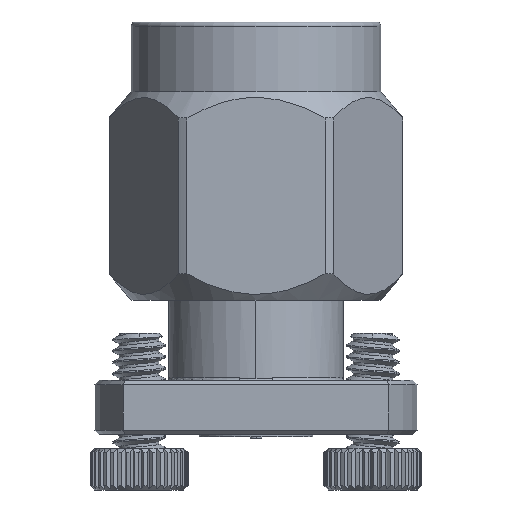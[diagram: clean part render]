
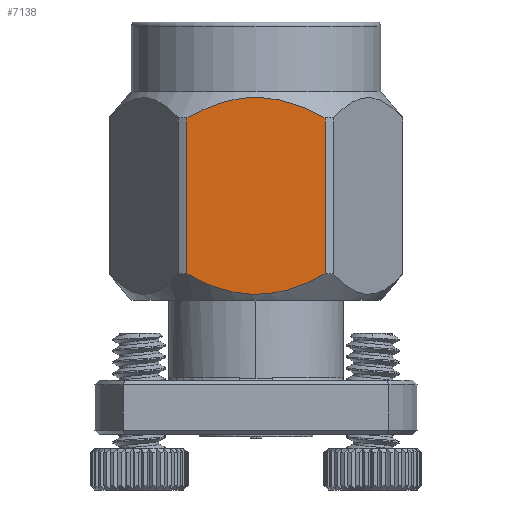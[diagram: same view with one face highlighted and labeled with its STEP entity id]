
A CAD part, left-side view. The second image highlights one B-rep face of the part: STEP entity #7138.
In plain terms, the highlighted planar face has unit normal (-1, 0, 0).
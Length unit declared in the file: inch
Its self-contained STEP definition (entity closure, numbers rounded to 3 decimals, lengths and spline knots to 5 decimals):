
#115 = DIRECTION ( 'NONE',  ( 0., 0., -1. ) ) ;
#477 = ORIENTED_EDGE ( 'NONE', *, *, #9386, .T. ) ;
#1016 = CARTESIAN_POINT ( 'NONE',  ( -0.15625, 0.08316, 0.38133 ) ) ;
#1326 = CARTESIAN_POINT ( 'NONE',  ( -0.15625, -0.05724, 0.39461 ) ) ;
#1351 = VERTEX_POINT ( 'NONE', #20764 ) ;
#1396 = ORIENTED_EDGE ( 'NONE', *, *, #19217, .T. ) ;
#2315 = CARTESIAN_POINT ( 'NONE',  ( -0.15625, -0.05724, 0.18008 ) ) ;
#2398 = CARTESIAN_POINT ( 'NONE',  ( -0.15625, 0.03609, 0.17337 ) ) ;
#2950 = DIRECTION ( 'NONE',  ( 0., -1., 0. ) ) ;
#3163 = ORIENTED_EDGE ( 'NONE', *, *, #23022, .T. ) ;
#3198 = EDGE_LOOP ( 'NONE', ( #477, #12197, #1396, #3163 ) ) ;
#4166 = CARTESIAN_POINT ( 'NONE',  ( -0.15625, 0.029, 0.17162 ) ) ;
#4430 = CARTESIAN_POINT ( 'NONE',  ( -0.15625, 0.07045, 0.18625 ) ) ;
#5078 = CARTESIAN_POINT ( 'NONE',  ( -0.15625, 0.07045, 0.38844 ) ) ;
#5153 = DIRECTION ( 'NONE',  ( -1., 0., 0. ) ) ;
#5159 = CARTESIAN_POINT ( 'NONE',  ( -0.15625, -0.08316, 0.38133 ) ) ;
#6680 = VECTOR ( 'NONE', #9376, 39.37008 ) ;
#6938 = VERTEX_POINT ( 'NONE', #1016 ) ;
#7138 = ADVANCED_FACE ( 'NONE', ( #11281 ), #8313, .T. ) ;
#7657 = CARTESIAN_POINT ( 'NONE',  ( -0.15625, -0.08316, 0.497 ) ) ;
#8038 = CARTESIAN_POINT ( 'NONE',  ( -0.15625, 0.08316, 0.497 ) ) ;
#8095 = CARTESIAN_POINT ( 'NONE',  ( -0.15625, 0.00709, 0.16862 ) ) ;
#8192 = CARTESIAN_POINT ( 'NONE',  ( -0.15625, -0.08316, 0.19336 ) ) ;
#8313 = PLANE ( 'NONE',  #14996 ) ;
#9144 = CARTESIAN_POINT ( 'NONE',  ( -0.15625, -0.01477, 0.40603 ) ) ;
#9376 = DIRECTION ( 'NONE',  ( 0., 0., 1. ) ) ;
#9386 = EDGE_CURVE ( 'NONE', #6938, #12910, #11200, .T. ) ;
#9803 = EDGE_CURVE ( 'NONE', #12910, #1351, #25014, .T. ) ;
#10051 = CARTESIAN_POINT ( 'NONE',  ( -0.15625, -0.07044, 0.18624 ) ) ;
#10307 = CARTESIAN_POINT ( 'NONE',  ( -0.15625, 0.08316, 0.19336 ) ) ;
#10788 = CARTESIAN_POINT ( 'NONE',  ( -0.15625, -0.02914, 0.40353 ) ) ;
#11200 = LINE ( 'NONE', #8038, #15202 ) ;
#11281 = FACE_OUTER_BOUND ( 'NONE', #3198, .T. ) ;
#11434 = VERTEX_POINT ( 'NONE', #19735 ) ;
#12197 = ORIENTED_EDGE ( 'NONE', *, *, #9803, .T. ) ;
#12285 = CARTESIAN_POINT ( 'NONE',  ( -0.15625, -0.02914, 0.17115 ) ) ;
#12778 = CARTESIAN_POINT ( 'NONE',  ( -0.15625, 0.05696, 0.39471 ) ) ;
#12910 = VERTEX_POINT ( 'NONE', #13931 ) ;
#13100 = CARTESIAN_POINT ( 'NONE',  ( -0.15625, 0.00709, 0.40607 ) ) ;
#13931 = CARTESIAN_POINT ( 'NONE',  ( -0.15625, 0.08316, 0.19336 ) ) ;
#14996 = AXIS2_PLACEMENT_3D ( 'NONE', #21846, #5153, #2950 ) ;
#15202 = VECTOR ( 'NONE', #115, 39.37008 ) ;
#16910 = CARTESIAN_POINT ( 'NONE',  ( -0.15625, 0.03609, 0.40132 ) ) ;
#18928 = CARTESIAN_POINT ( 'NONE',  ( -0.15625, 0.029, 0.40307 ) ) ;
#19217 = EDGE_CURVE ( 'NONE', #1351, #11434, #19777, .T. ) ;
#19735 = CARTESIAN_POINT ( 'NONE',  ( -0.15625, -0.08316, 0.38133 ) ) ;
#19772 = CARTESIAN_POINT ( 'NONE',  ( -0.15625, 0.01451, 0.16924 ) ) ;
#19777 = LINE ( 'NONE', #7657, #6680 ) ;
#19947 = CARTESIAN_POINT ( 'NONE',  ( -0.15625, 0.05696, 0.17998 ) ) ;
#20764 = CARTESIAN_POINT ( 'NONE',  ( -0.15625, -0.08316, 0.19336 ) ) ;
#21846 = CARTESIAN_POINT ( 'NONE',  ( -0.15625, -0.09021, 0.46669 ) ) ;
#22596 = CARTESIAN_POINT ( 'NONE',  ( -0.15625, 0.08316, 0.38133 ) ) ;
#22775 = CARTESIAN_POINT ( 'NONE',  ( -0.15625, 0.01451, 0.40545 ) ) ;
#23000 = B_SPLINE_CURVE_WITH_KNOTS ( 'NONE', 3,
 ( #5159, #24472, #1326, #10788, #9144, #13100, #22775, #18928, #16910, #12778, #5078, #22596 ),
 .UNSPECIFIED., .F., .F.,
 ( 4, 2, 2, 2, 2, 4 ),
 ( 0.00806, 0.00917, 0.01027, 0.01082, 0.01138, 0.01248 ),
 .UNSPECIFIED. ) ;
#23022 = EDGE_CURVE ( 'NONE', #11434, #6938, #23000, .T. ) ;
#23991 = CARTESIAN_POINT ( 'NONE',  ( -0.15625, -0.01477, 0.16866 ) ) ;
#24472 = CARTESIAN_POINT ( 'NONE',  ( -0.15625, -0.07044, 0.38845 ) ) ;
#25014 = B_SPLINE_CURVE_WITH_KNOTS ( 'NONE', 3,
 ( #10307, #4430, #19947, #2398, #4166, #19772, #8095, #23991, #12285, #2315, #10051, #8192 ),
 .UNSPECIFIED., .F., .F.,
 ( 4, 2, 2, 2, 2, 4 ),
 ( 0.00266, 0.00376, 0.00431, 0.00487, 0.00597, 0.00708 ),
 .UNSPECIFIED. ) ;
